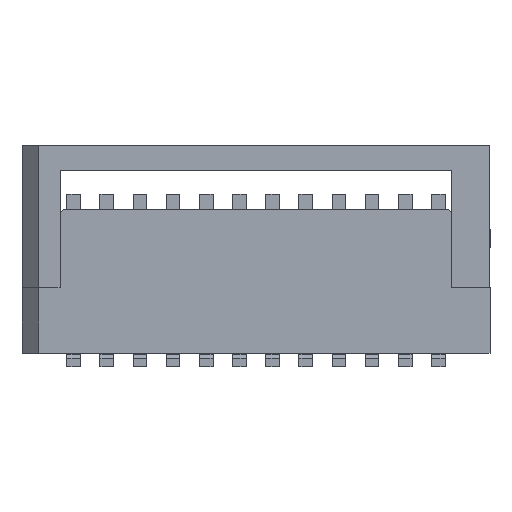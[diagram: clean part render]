
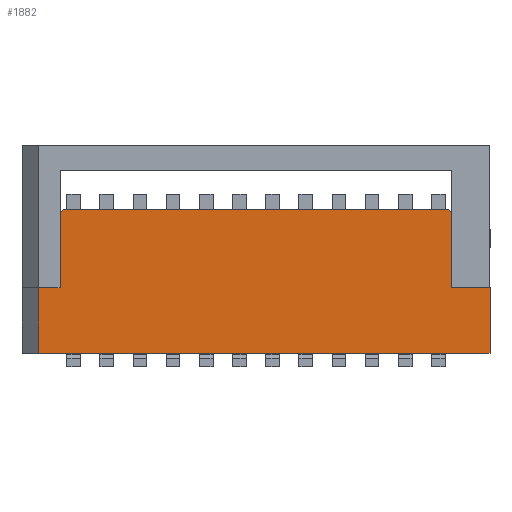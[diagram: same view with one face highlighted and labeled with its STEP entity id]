
A CAD part, front view. The second image highlights one B-rep face of the part: STEP entity #1882.
In plain terms, the highlighted planar face has unit normal (0, -1, 0).
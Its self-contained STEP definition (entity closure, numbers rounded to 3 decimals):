
#1882 = ADVANCED_FACE( '', ( #3566 ), #3567, .T. );
#3566 = FACE_OUTER_BOUND( '', #5232, .T. );
#3567 = PLANE( '', #5233 );
#5232 = EDGE_LOOP( '', ( #9669, #9670, #9671, #9672, #9673, #9674, #9675, #9676, #9677, #9678 ) );
#5233 = AXIS2_PLACEMENT_3D( '', #9679, #9680, #9681 );
#9669 = ORIENTED_EDGE( '', *, *, #12091, .F. );
#9670 = ORIENTED_EDGE( '', *, *, #12169, .T. );
#9671 = ORIENTED_EDGE( '', *, *, #12365, .T. );
#9672 = ORIENTED_EDGE( '', *, *, #12332, .T. );
#9673 = ORIENTED_EDGE( '', *, *, #12316, .T. );
#9674 = ORIENTED_EDGE( '', *, *, #12063, .T. );
#9675 = ORIENTED_EDGE( '', *, *, #11936, .T. );
#9676 = ORIENTED_EDGE( '', *, *, #11174, .T. );
#9677 = ORIENTED_EDGE( '', *, *, #12123, .T. );
#9678 = ORIENTED_EDGE( '', *, *, #12329, .F. );
#9679 = CARTESIAN_POINT( '', ( 0., -6.75, 0. ) );
#9680 = DIRECTION( '', ( 0., -1., 0. ) );
#9681 = DIRECTION( '', ( 0., 0., -1. ) );
#11174 = EDGE_CURVE( '', #13491, #13489, #13492, .T. );
#11936 = EDGE_CURVE( '', #14641, #13491, #14642, .T. );
#12063 = EDGE_CURVE( '', #14814, #14641, #14815, .T. );
#12091 = EDGE_CURVE( '', #14850, #14852, #14853, .T. );
#12123 = EDGE_CURVE( '', #13489, #14890, #14892, .F. );
#12169 = EDGE_CURVE( '', #14850, #14946, #14948, .T. );
#12316 = EDGE_CURVE( '', #15117, #14814, #15118, .T. );
#12329 = EDGE_CURVE( '', #14852, #14890, #15134, .T. );
#12332 = EDGE_CURVE( '', #15137, #15117, #15138, .T. );
#12365 = EDGE_CURVE( '', #14946, #15137, #15174, .T. );
#13489 = VERTEX_POINT( '', #16994 );
#13491 = VERTEX_POINT( '', #16997 );
#13492 = LINE( '', #16998, #16999 );
#14641 = VERTEX_POINT( '', #18873 );
#14642 = LINE( '', #18874, #18875 );
#14814 = VERTEX_POINT( '', #19148 );
#14815 = LINE( '', #19149, #19150 );
#14850 = VERTEX_POINT( '', #19201 );
#14852 = VERTEX_POINT( '', #19204 );
#14853 = LINE( '', #19205, #19206 );
#14890 = VERTEX_POINT( '', #19257 );
#14892 = LINE( '', #19260, #19261 );
#14946 = VERTEX_POINT( '', #19339 );
#14948 = LINE( '', #19342, #19343 );
#15117 = VERTEX_POINT( '', #19633 );
#15118 = LINE( '', #19634, #19635 );
#15134 = LINE( '', #19658, #19659 );
#15137 = VERTEX_POINT( '', #19663 );
#15138 = LINE( '', #19664, #19665 );
#15174 = LINE( '', #19720, #19721 );
#16994 = CARTESIAN_POINT( '', ( -5.75, -6.75, 4.3 ) );
#16997 = CARTESIAN_POINT( '', ( 5.75, -6.75, 4.3 ) );
#16998 = CARTESIAN_POINT( '', ( 6.985, -6.75, 4.3 ) );
#16999 = VECTOR( '', #20454, 1000. );
#18873 = CARTESIAN_POINT( '', ( 5.85, -6.75, 4.2 ) );
#18874 = CARTESIAN_POINT( '', ( 5.025, -6.75, 5.025 ) );
#18875 = VECTOR( '', #21092, 1000. );
#19148 = CARTESIAN_POINT( '', ( 5.85, -6.75, 1.95 ) );
#19149 = CARTESIAN_POINT( '', ( 5.85, -6.75, 1.95 ) );
#19150 = VECTOR( '', #21195, 1000. );
#19201 = CARTESIAN_POINT( '', ( -6.485, -6.75, 1.95 ) );
#19204 = CARTESIAN_POINT( '', ( -5.85, -6.75, 1.95 ) );
#19205 = CARTESIAN_POINT( '', ( -6.985, -6.75, 1.95 ) );
#19206 = VECTOR( '', #21222, 1000. );
#19257 = CARTESIAN_POINT( '', ( -5.85, -6.75, 4.2 ) );
#19260 = CARTESIAN_POINT( '', ( -5.025, -6.75, 5.025 ) );
#19261 = VECTOR( '', #21253, 1000. );
#19339 = CARTESIAN_POINT( '', ( -6.485, -6.75, 0. ) );
#19342 = CARTESIAN_POINT( '', ( -6.485, -6.75, 0. ) );
#19343 = VECTOR( '', #21284, 1000. );
#19633 = CARTESIAN_POINT( '', ( 6.985, -6.75, 1.95 ) );
#19634 = CARTESIAN_POINT( '', ( 6.985, -6.75, 1.95 ) );
#19635 = VECTOR( '', #21368, 1000. );
#19658 = CARTESIAN_POINT( '', ( -5.85, -6.75, 1.95 ) );
#19659 = VECTOR( '', #21379, 1000. );
#19663 = CARTESIAN_POINT( '', ( 6.985, -6.75, 0. ) );
#19664 = CARTESIAN_POINT( '', ( 6.985, -6.75, 0. ) );
#19665 = VECTOR( '', #21381, 1000. );
#19720 = CARTESIAN_POINT( '', ( -6.985, -6.75, 0. ) );
#19721 = VECTOR( '', #21403, 1000. );
#20454 = DIRECTION( '', ( -1., 0., 0. ) );
#21092 = DIRECTION( '', ( -0.707, 0., 0.707 ) );
#21195 = DIRECTION( '', ( 0., 0., 1. ) );
#21222 = DIRECTION( '', ( 1., 0., 0. ) );
#21253 = DIRECTION( '', ( 0.707, 0., 0.707 ) );
#21284 = DIRECTION( '', ( 0., 0., -1. ) );
#21368 = DIRECTION( '', ( -1., 0., 0. ) );
#21379 = DIRECTION( '', ( 0., 0., 1. ) );
#21381 = DIRECTION( '', ( 0., 0., 1. ) );
#21403 = DIRECTION( '', ( 1., 0., 0. ) );
